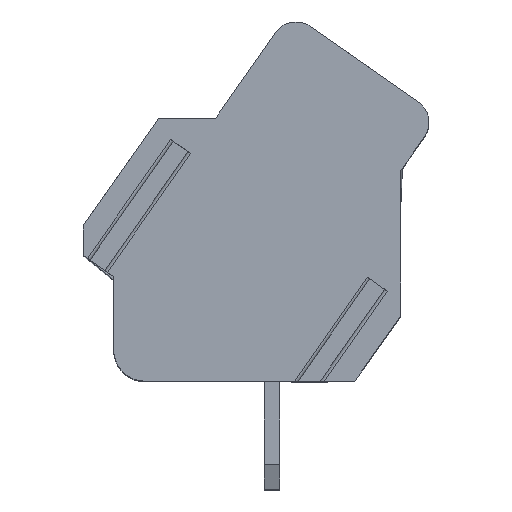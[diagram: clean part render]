
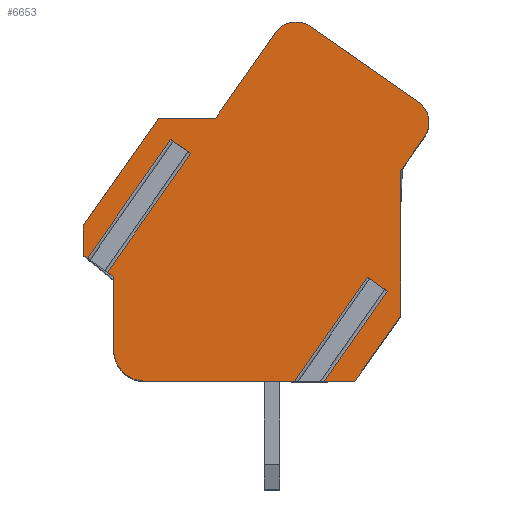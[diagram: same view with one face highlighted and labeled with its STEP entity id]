
A CAD part, top view. The second image highlights one B-rep face of the part: STEP entity #6653.
In plain terms, the highlighted planar face has unit normal (0, 0, 1).
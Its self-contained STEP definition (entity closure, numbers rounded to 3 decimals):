
#6467=CARTESIAN_POINT('',(117.147,172.193,0.));
#6468=DIRECTION('',(-0.819,0.574,0.));
#6469=DIRECTION('',(0.,0.,1.));
#6470=AXIS2_PLACEMENT_3D('',#6467,#6469,#6468);
#6471=PLANE('',#6470);
#6472=CARTESIAN_POINT('',(109.115,163.012,0.));
#6473=VERTEX_POINT('',#6472);
#6474=CARTESIAN_POINT('',(110.115,162.012,0.));
#6475=VERTEX_POINT('',#6474);
#6476=CARTESIAN_POINT('',(110.115,163.012,0.));
#6477=DIRECTION('',(-1.,0.,0.));
#6478=DIRECTION('',(-0.,0.,1.));
#6479=AXIS2_PLACEMENT_3D('',#6476,#6478,#6477);
#6480=CIRCLE('',#6479,1.);
#6481=EDGE_CURVE('',#6473,#6475,#6480,.T.);
#6482=ORIENTED_EDGE('',*,*,#6481,.T.);
#6483=CARTESIAN_POINT('',(114.912,162.012,0.));
#6484=VERTEX_POINT('',#6483);
#6485=CARTESIAN_POINT('',(110.115,162.012,0.));
#6486=DIRECTION('',(1.,0.,0.));
#6487=VECTOR('',#6486,4.797);
#6488=LINE('',#6485,#6487);
#6489=EDGE_CURVE('',#6475,#6484,#6488,.T.);
#6490=ORIENTED_EDGE('',*,*,#6489,.T.);
#6491=CARTESIAN_POINT('',(117.251,165.354,0.));
#6492=VERTEX_POINT('',#6491);
#6493=CARTESIAN_POINT('',(114.912,162.012,0.));
#6494=DIRECTION('',(0.574,0.819,0.));
#6495=VECTOR('',#6494,4.079);
#6496=LINE('',#6493,#6495);
#6497=EDGE_CURVE('',#6484,#6492,#6496,.T.);
#6498=ORIENTED_EDGE('',*,*,#6497,.T.);
#6499=CARTESIAN_POINT('',(117.892,164.905,0.));
#6500=VERTEX_POINT('',#6499);
#6501=CARTESIAN_POINT('',(117.251,165.354,0.));
#6502=DIRECTION('',(0.819,-0.574,0.));
#6503=VECTOR('',#6502,0.782);
#6504=LINE('',#6501,#6503);
#6505=EDGE_CURVE('',#6492,#6500,#6504,.T.);
#6506=ORIENTED_EDGE('',*,*,#6505,.T.);
#6507=CARTESIAN_POINT('',(115.867,162.012,0.));
#6508=VERTEX_POINT('',#6507);
#6509=CARTESIAN_POINT('',(117.892,164.905,0.));
#6510=DIRECTION('',(-0.574,-0.819,0.));
#6511=VECTOR('',#6510,3.531);
#6512=LINE('',#6509,#6511);
#6513=EDGE_CURVE('',#6500,#6508,#6512,.T.);
#6514=ORIENTED_EDGE('',*,*,#6513,.T.);
#6515=CARTESIAN_POINT('',(116.854,162.012,0.));
#6516=VERTEX_POINT('',#6515);
#6517=CARTESIAN_POINT('',(115.867,162.012,0.));
#6518=DIRECTION('',(1.,0.,0.));
#6519=VECTOR('',#6518,0.987);
#6520=LINE('',#6517,#6519);
#6521=EDGE_CURVE('',#6508,#6516,#6520,.T.);
#6522=ORIENTED_EDGE('',*,*,#6521,.T.);
#6523=CARTESIAN_POINT('',(118.336,164.129,0.));
#6524=VERTEX_POINT('',#6523);
#6525=CARTESIAN_POINT('',(116.854,162.012,0.));
#6526=DIRECTION('',(0.574,0.819,0.));
#6527=VECTOR('',#6526,2.583);
#6528=LINE('',#6525,#6527);
#6529=EDGE_CURVE('',#6516,#6524,#6528,.T.);
#6530=ORIENTED_EDGE('',*,*,#6529,.T.);
#6531=CARTESIAN_POINT('',(118.336,168.78,0.));
#6532=VERTEX_POINT('',#6531);
#6533=CARTESIAN_POINT('',(118.336,164.129,0.));
#6534=DIRECTION('',(0.,1.,0.));
#6535=VECTOR('',#6534,4.652);
#6536=LINE('',#6533,#6535);
#6537=EDGE_CURVE('',#6524,#6532,#6536,.T.);
#6538=ORIENTED_EDGE('',*,*,#6537,.T.);
#6539=CARTESIAN_POINT('',(119.089,169.856,0.));
#6540=VERTEX_POINT('',#6539);
#6541=CARTESIAN_POINT('',(118.336,168.78,0.));
#6542=DIRECTION('',(0.574,0.819,0.));
#6543=VECTOR('',#6542,1.314);
#6544=LINE('',#6541,#6543);
#6545=EDGE_CURVE('',#6532,#6540,#6544,.T.);
#6546=ORIENTED_EDGE('',*,*,#6545,.T.);
#6547=CARTESIAN_POINT('',(118.893,170.97,0.));
#6548=VERTEX_POINT('',#6547);
#6549=CARTESIAN_POINT('',(118.434,170.315,0.));
#6550=DIRECTION('',(0.819,-0.574,0.));
#6551=DIRECTION('',(0.,0.,1.));
#6552=AXIS2_PLACEMENT_3D('',#6549,#6551,#6550);
#6553=CIRCLE('',#6552,0.8);
#6554=EDGE_CURVE('',#6540,#6548,#6553,.T.);
#6555=ORIENTED_EDGE('',*,*,#6554,.T.);
#6556=CARTESIAN_POINT('',(115.426,173.398,0.));
#6557=VERTEX_POINT('',#6556);
#6558=CARTESIAN_POINT('',(118.893,170.97,0.));
#6559=DIRECTION('',(-0.819,0.574,0.));
#6560=VECTOR('',#6559,4.232);
#6561=LINE('',#6558,#6560);
#6562=EDGE_CURVE('',#6548,#6557,#6561,.T.);
#6563=ORIENTED_EDGE('',*,*,#6562,.T.);
#6564=CARTESIAN_POINT('',(114.312,173.201,0.));
#6565=VERTEX_POINT('',#6564);
#6566=CARTESIAN_POINT('',(114.967,172.742,0.));
#6567=DIRECTION('',(0.574,0.819,0.));
#6568=DIRECTION('',(0.,0.,1.));
#6569=AXIS2_PLACEMENT_3D('',#6566,#6568,#6567);
#6570=CIRCLE('',#6569,0.8);
#6571=EDGE_CURVE('',#6557,#6565,#6570,.T.);
#6572=ORIENTED_EDGE('',*,*,#6571,.T.);
#6573=CARTESIAN_POINT('',(112.391,170.457,0.));
#6574=VERTEX_POINT('',#6573);
#6575=CARTESIAN_POINT('',(114.312,173.201,0.));
#6576=DIRECTION('',(-0.574,-0.819,0.));
#6577=VECTOR('',#6576,3.35);
#6578=LINE('',#6575,#6577);
#6579=EDGE_CURVE('',#6565,#6574,#6578,.T.);
#6580=ORIENTED_EDGE('',*,*,#6579,.T.);
#6581=CARTESIAN_POINT('',(110.56,170.457,0.));
#6582=VERTEX_POINT('',#6581);
#6583=CARTESIAN_POINT('',(112.391,170.457,0.));
#6584=DIRECTION('',(-1.,0.,0.));
#6585=VECTOR('',#6584,1.831);
#6586=LINE('',#6583,#6585);
#6587=EDGE_CURVE('',#6574,#6582,#6586,.T.);
#6588=ORIENTED_EDGE('',*,*,#6587,.T.);
#6589=CARTESIAN_POINT('',(108.134,166.993,0.));
#6590=VERTEX_POINT('',#6589);
#6591=CARTESIAN_POINT('',(110.56,170.457,0.));
#6592=DIRECTION('',(-0.574,-0.819,0.));
#6593=VECTOR('',#6592,4.229);
#6594=LINE('',#6591,#6593);
#6595=EDGE_CURVE('',#6582,#6590,#6594,.T.);
#6596=ORIENTED_EDGE('',*,*,#6595,.T.);
#6597=CARTESIAN_POINT('',(108.134,166.052,0.));
#6598=VERTEX_POINT('',#6597);
#6599=CARTESIAN_POINT('',(108.134,166.993,0.));
#6600=DIRECTION('',(0.,-1.,0.));
#6601=VECTOR('',#6600,0.941);
#6602=LINE('',#6599,#6601);
#6603=EDGE_CURVE('',#6590,#6598,#6602,.T.);
#6604=ORIENTED_EDGE('',*,*,#6603,.T.);
#6605=CARTESIAN_POINT('',(108.272,165.955,0.));
#6606=VERTEX_POINT('',#6605);
#6607=CARTESIAN_POINT('',(108.134,166.052,0.));
#6608=DIRECTION('',(0.819,-0.574,0.));
#6609=VECTOR('',#6608,0.169);
#6610=LINE('',#6607,#6609);
#6611=EDGE_CURVE('',#6598,#6606,#6610,.T.);
#6612=ORIENTED_EDGE('',*,*,#6611,.T.);
#6613=CARTESIAN_POINT('',(110.944,169.77,0.));
#6614=VERTEX_POINT('',#6613);
#6615=CARTESIAN_POINT('',(108.272,165.955,0.));
#6616=DIRECTION('',(0.574,0.819,0.));
#6617=VECTOR('',#6616,4.658);
#6618=LINE('',#6615,#6617);
#6619=EDGE_CURVE('',#6606,#6614,#6618,.T.);
#6620=ORIENTED_EDGE('',*,*,#6619,.T.);
#6621=CARTESIAN_POINT('',(111.585,169.322,0.));
#6622=VERTEX_POINT('',#6621);
#6623=CARTESIAN_POINT('',(110.944,169.77,0.));
#6624=DIRECTION('',(0.819,-0.574,0.));
#6625=VECTOR('',#6624,0.782);
#6626=LINE('',#6623,#6625);
#6627=EDGE_CURVE('',#6614,#6622,#6626,.T.);
#6628=ORIENTED_EDGE('',*,*,#6627,.T.);
#6629=CARTESIAN_POINT('',(108.913,165.506,0.));
#6630=VERTEX_POINT('',#6629);
#6631=CARTESIAN_POINT('',(111.585,169.322,0.));
#6632=DIRECTION('',(-0.574,-0.819,0.));
#6633=VECTOR('',#6632,4.658);
#6634=LINE('',#6631,#6633);
#6635=EDGE_CURVE('',#6622,#6630,#6634,.T.);
#6636=ORIENTED_EDGE('',*,*,#6635,.T.);
#6637=CARTESIAN_POINT('',(109.115,165.365,0.));
#6638=VERTEX_POINT('',#6637);
#6639=CARTESIAN_POINT('',(108.913,165.506,0.));
#6640=DIRECTION('',(0.819,-0.574,0.));
#6641=VECTOR('',#6640,0.246);
#6642=LINE('',#6639,#6641);
#6643=EDGE_CURVE('',#6630,#6638,#6642,.T.);
#6644=ORIENTED_EDGE('',*,*,#6643,.T.);
#6645=CARTESIAN_POINT('',(109.115,165.365,0.));
#6646=DIRECTION('',(0.,-1.,0.));
#6647=VECTOR('',#6646,2.353);
#6648=LINE('',#6645,#6647);
#6649=EDGE_CURVE('',#6638,#6473,#6648,.T.);
#6650=ORIENTED_EDGE('',*,*,#6649,.T.);
#6651=EDGE_LOOP('',(#6482,#6490,#6498,#6506,#6514,#6522,#6530,#6538,#6546,#6555,#6563,#6572,#6580,#6588,#6596,#6604,#6612,#6620,#6628,#6636,#6644,#6650));
#6652=FACE_OUTER_BOUND('',#6651,.T.);
#6653=ADVANCED_FACE('',(#6652),#6471,.T.);
